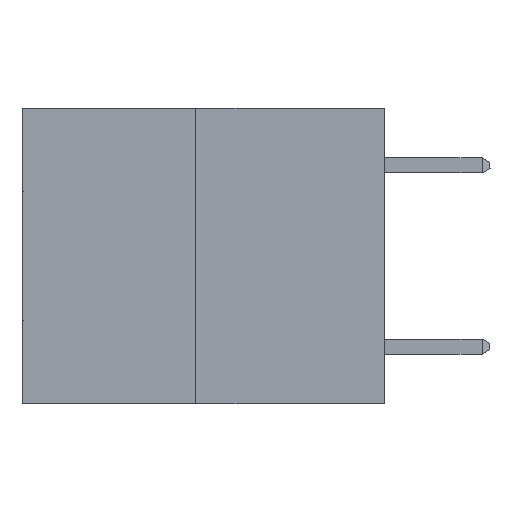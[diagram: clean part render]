
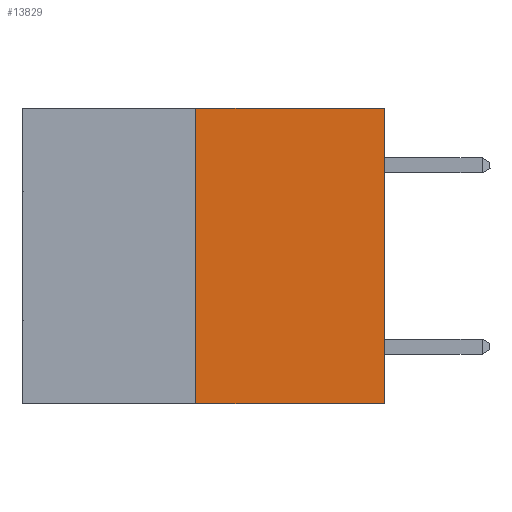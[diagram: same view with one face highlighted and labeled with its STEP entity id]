
A CAD part, left-side view. The second image highlights one B-rep face of the part: STEP entity #13829.
In plain terms, the highlighted planar face has unit normal (-1, 0, 0).
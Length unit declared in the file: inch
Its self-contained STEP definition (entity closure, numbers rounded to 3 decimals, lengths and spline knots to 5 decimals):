
#7 = DIRECTION ( 'NONE',  ( 0., -1., 0. ) ) ;
#1898 = VERTEX_POINT ( 'NONE', #9614 ) ;
#4106 = FACE_OUTER_BOUND ( 'NONE', #25891, .T. ) ;
#4127 = ORIENTED_EDGE ( 'NONE', *, *, #24506, .F. ) ;
#5008 = EDGE_CURVE ( 'NONE', #18275, #31543, #17583, .T. ) ;
#5966 = LINE ( 'NONE', #31478, #21011 ) ;
#8985 = LINE ( 'NONE', #9030, #28398 ) ;
#9030 = CARTESIAN_POINT ( 'NONE',  ( 0., 0.6, 0. ) ) ;
#9378 = EDGE_CURVE ( 'NONE', #31543, #1898, #14749, .T. ) ;
#9614 = CARTESIAN_POINT ( 'NONE',  ( 0., 0., 0. ) ) ;
#11222 = VECTOR ( 'NONE', #7, 39.37008 ) ;
#13324 = PLANE ( 'NONE',  #21125 ) ;
#13829 = ADVANCED_FACE ( 'NONE', ( #4106 ), #13324, .F. ) ;
#14749 = LINE ( 'NONE', #15764, #28604 ) ;
#15764 = CARTESIAN_POINT ( 'NONE',  ( 0., 0., 0. ) ) ;
#17583 = LINE ( 'NONE', #30402, #11222 ) ;
#18054 = ORIENTED_EDGE ( 'NONE', *, *, #5008, .T. ) ;
#18275 = VERTEX_POINT ( 'NONE', #28934 ) ;
#18447 = CARTESIAN_POINT ( 'NONE',  ( 0., 0.6, 0. ) ) ;
#19256 = EDGE_CURVE ( 'NONE', #31026, #1898, #8985, .T. ) ;
#20943 = CARTESIAN_POINT ( 'NONE',  ( 0., 0.312, 0. ) ) ;
#21011 = VECTOR ( 'NONE', #29222, 39.37008 ) ;
#21125 = AXIS2_PLACEMENT_3D ( 'NONE', #18447, #26069, #28594 ) ;
#21478 = DIRECTION ( 'NONE',  ( 0., 0., 1. ) ) ;
#23769 = ORIENTED_EDGE ( 'NONE', *, *, #19256, .F. ) ;
#24506 = EDGE_CURVE ( 'NONE', #18275, #31026, #5966, .T. ) ;
#24556 = ORIENTED_EDGE ( 'NONE', *, *, #9378, .T. ) ;
#25891 = EDGE_LOOP ( 'NONE', ( #4127, #18054, #24556, #23769 ) ) ;
#26069 = DIRECTION ( 'NONE',  ( 1., 0., 0. ) ) ;
#27184 = DIRECTION ( 'NONE',  ( 0., -1., 0. ) ) ;
#28398 = VECTOR ( 'NONE', #27184, 39.37008 ) ;
#28594 = DIRECTION ( 'NONE',  ( 0., 0., -1. ) ) ;
#28604 = VECTOR ( 'NONE', #21478, 39.37008 ) ;
#28934 = CARTESIAN_POINT ( 'NONE',  ( 0., 0.312, -0.49 ) ) ;
#29222 = DIRECTION ( 'NONE',  ( 0., 0., 1. ) ) ;
#29559 = CARTESIAN_POINT ( 'NONE',  ( 0., 0., -0.49 ) ) ;
#30402 = CARTESIAN_POINT ( 'NONE',  ( 0., 0.6, -0.49 ) ) ;
#31026 = VERTEX_POINT ( 'NONE', #20943 ) ;
#31478 = CARTESIAN_POINT ( 'NONE',  ( 0., 0.312, -0.49 ) ) ;
#31543 = VERTEX_POINT ( 'NONE', #29559 ) ;
